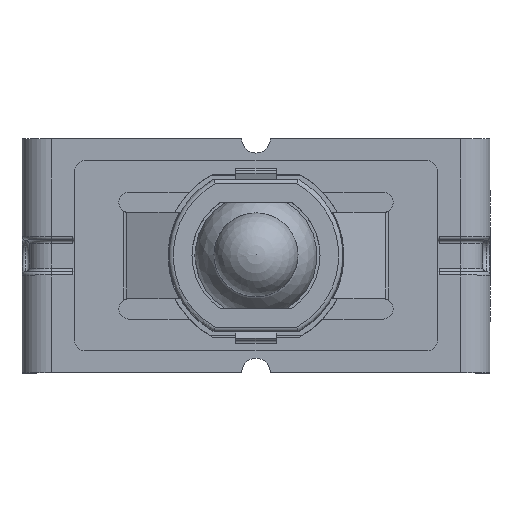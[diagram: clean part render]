
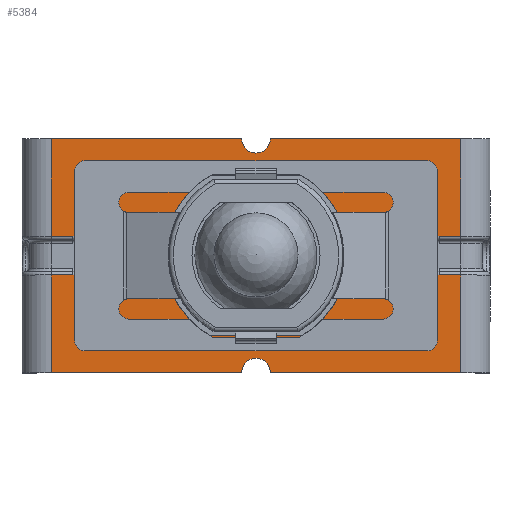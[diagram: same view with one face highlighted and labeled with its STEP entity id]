
A CAD part, top view. The second image highlights one B-rep face of the part: STEP entity #5384.
In plain terms, the highlighted planar face has unit normal (0, 0, 1).
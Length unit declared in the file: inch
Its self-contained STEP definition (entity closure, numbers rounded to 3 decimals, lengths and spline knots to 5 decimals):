
#81=FACE_BOUND('',#667,.T.);
#349=FACE_OUTER_BOUND('',#666,.T.);
#666=EDGE_LOOP('',(#3959,#3960,#3961,#3962,#3963,#3964,#3965,#3966,#3967,
#3968,#3969,#3970,#3971,#3972,#3973,#3974));
#667=EDGE_LOOP('',(#3975,#3976,#3977,#3978));
#976=CIRCLE('',#5766,0.12598);
#991=CIRCLE('',#5790,0.01969);
#992=CIRCLE('',#5791,0.02638);
#993=CIRCLE('',#5792,0.01969);
#994=CIRCLE('',#5793,0.02638);
#995=CIRCLE('',#5794,0.12598);
#1383=LINE('',#8729,#1850);
#1384=LINE('',#8731,#1851);
#1385=LINE('',#8733,#1852);
#1386=LINE('',#8737,#1853);
#1387=LINE('',#8739,#1854);
#1388=LINE('',#8741,#1855);
#1389=LINE('',#8745,#1856);
#1390=LINE('',#8747,#1857);
#1391=LINE('',#8749,#1858);
#1392=LINE('',#8753,#1859);
#1393=LINE('',#8755,#1860);
#1394=LINE('',#8756,#1861);
#1395=LINE('',#8758,#1862);
#1396=LINE('',#8761,#1863);
#1850=VECTOR('',#6713,0.3937);
#1851=VECTOR('',#6714,0.3937);
#1852=VECTOR('',#6715,0.3937);
#1853=VECTOR('',#6718,0.3937);
#1854=VECTOR('',#6719,0.3937);
#1855=VECTOR('',#6720,0.3937);
#1856=VECTOR('',#6723,0.3937);
#1857=VECTOR('',#6724,0.3937);
#1858=VECTOR('',#6725,0.3937);
#1859=VECTOR('',#6728,0.3937);
#1860=VECTOR('',#6729,0.3937);
#1861=VECTOR('',#6730,0.3937);
#1862=VECTOR('',#6731,0.3937);
#1863=VECTOR('',#6734,0.3937);
#2304=VERTEX_POINT('',#8598);
#2305=VERTEX_POINT('',#8600);
#2336=VERTEX_POINT('',#8725);
#2337=VERTEX_POINT('',#8726);
#2338=VERTEX_POINT('',#8728);
#2339=VERTEX_POINT('',#8730);
#2340=VERTEX_POINT('',#8732);
#2341=VERTEX_POINT('',#8734);
#2342=VERTEX_POINT('',#8736);
#2343=VERTEX_POINT('',#8738);
#2344=VERTEX_POINT('',#8740);
#2345=VERTEX_POINT('',#8742);
#2346=VERTEX_POINT('',#8744);
#2347=VERTEX_POINT('',#8746);
#2348=VERTEX_POINT('',#8748);
#2349=VERTEX_POINT('',#8750);
#2350=VERTEX_POINT('',#8752);
#2351=VERTEX_POINT('',#8754);
#2352=VERTEX_POINT('',#8757);
#2353=VERTEX_POINT('',#8759);
#2897=EDGE_CURVE('',#2304,#2305,#976,.T.);
#2936=EDGE_CURVE('',#2336,#2337,#991,.T.);
#2937=EDGE_CURVE('',#2338,#2337,#1383,.T.);
#2938=EDGE_CURVE('',#2338,#2339,#1384,.T.);
#2939=EDGE_CURVE('',#2340,#2339,#1385,.T.);
#2940=EDGE_CURVE('',#2341,#2340,#992,.T.);
#2941=EDGE_CURVE('',#2342,#2341,#1386,.T.);
#2942=EDGE_CURVE('',#2342,#2343,#1387,.T.);
#2943=EDGE_CURVE('',#2344,#2343,#1388,.T.);
#2944=EDGE_CURVE('',#2344,#2345,#993,.T.);
#2945=EDGE_CURVE('',#2346,#2345,#1389,.T.);
#2946=EDGE_CURVE('',#2346,#2347,#1390,.T.);
#2947=EDGE_CURVE('',#2348,#2347,#1391,.T.);
#2948=EDGE_CURVE('',#2349,#2348,#994,.T.);
#2949=EDGE_CURVE('',#2350,#2349,#1392,.T.);
#2950=EDGE_CURVE('',#2350,#2351,#1393,.T.);
#2951=EDGE_CURVE('',#2336,#2351,#1394,.T.);
#2952=EDGE_CURVE('',#2352,#2304,#1395,.T.);
#2953=EDGE_CURVE('',#2353,#2352,#995,.T.);
#2954=EDGE_CURVE('',#2305,#2353,#1396,.T.);
#3959=ORIENTED_EDGE('',*,*,#2936,.T.);
#3960=ORIENTED_EDGE('',*,*,#2937,.F.);
#3961=ORIENTED_EDGE('',*,*,#2938,.T.);
#3962=ORIENTED_EDGE('',*,*,#2939,.F.);
#3963=ORIENTED_EDGE('',*,*,#2940,.F.);
#3964=ORIENTED_EDGE('',*,*,#2941,.F.);
#3965=ORIENTED_EDGE('',*,*,#2942,.T.);
#3966=ORIENTED_EDGE('',*,*,#2943,.F.);
#3967=ORIENTED_EDGE('',*,*,#2944,.T.);
#3968=ORIENTED_EDGE('',*,*,#2945,.F.);
#3969=ORIENTED_EDGE('',*,*,#2946,.T.);
#3970=ORIENTED_EDGE('',*,*,#2947,.F.);
#3971=ORIENTED_EDGE('',*,*,#2948,.F.);
#3972=ORIENTED_EDGE('',*,*,#2949,.F.);
#3973=ORIENTED_EDGE('',*,*,#2950,.T.);
#3974=ORIENTED_EDGE('',*,*,#2951,.F.);
#3975=ORIENTED_EDGE('',*,*,#2897,.F.);
#3976=ORIENTED_EDGE('',*,*,#2952,.F.);
#3977=ORIENTED_EDGE('',*,*,#2953,.F.);
#3978=ORIENTED_EDGE('',*,*,#2954,.F.);
#5226=PLANE('',#5789);
#5384=ADVANCED_FACE('',(#349,#81),#5226,.T.);
#5766=AXIS2_PLACEMENT_3D('',#8601,#6645,#6646);
#5789=AXIS2_PLACEMENT_3D('',#8724,#6709,#6710);
#5790=AXIS2_PLACEMENT_3D('',#8727,#6711,#6712);
#5791=AXIS2_PLACEMENT_3D('',#8735,#6716,#6717);
#5792=AXIS2_PLACEMENT_3D('',#8743,#6721,#6722);
#5793=AXIS2_PLACEMENT_3D('',#8751,#6726,#6727);
#5794=AXIS2_PLACEMENT_3D('',#8760,#6732,#6733);
#6645=DIRECTION('center_axis',(0.,0.,1.));
#6646=DIRECTION('ref_axis',(-0.495,0.869,0.));
#6709=DIRECTION('center_axis',(0.,0.,1.));
#6710=DIRECTION('ref_axis',(-1.,0.,0.));
#6711=DIRECTION('center_axis',(0.,0.,-1.));
#6712=DIRECTION('ref_axis',(1.,0.,0.));
#6713=DIRECTION('',(1.,0.,0.));
#6714=DIRECTION('',(0.,-1.,0.));
#6715=DIRECTION('',(-1.,0.,0.));
#6716=DIRECTION('center_axis',(0.,0.,1.));
#6717=DIRECTION('ref_axis',(1.,0.,0.));
#6718=DIRECTION('',(1.,0.,0.));
#6719=DIRECTION('',(0.,-1.,0.));
#6720=DIRECTION('',(-1.,0.,0.));
#6721=DIRECTION('center_axis',(0.,0.,-1.));
#6722=DIRECTION('ref_axis',(1.,0.,0.));
#6723=DIRECTION('',(-1.,0.,0.));
#6724=DIRECTION('',(0.,1.,0.));
#6725=DIRECTION('',(1.,0.,0.));
#6726=DIRECTION('center_axis',(0.,0.,1.));
#6727=DIRECTION('ref_axis',(-1.,0.,0.));
#6728=DIRECTION('',(-1.,0.,0.));
#6729=DIRECTION('',(0.,1.,0.));
#6730=DIRECTION('',(1.,0.,0.));
#6731=DIRECTION('',(1.,0.,0.));
#6732=DIRECTION('center_axis',(0.,0.,1.));
#6733=DIRECTION('ref_axis',(0.495,-0.869,0.));
#6734=DIRECTION('',(-1.,0.,0.));
#8598=CARTESIAN_POINT('',(0.06239,-0.10945,0.42953));
#8600=CARTESIAN_POINT('',(0.06239,0.10945,0.42953));
#8601=CARTESIAN_POINT('Origin',(0.,0.,0.42953));
#8724=CARTESIAN_POINT('Origin',(0.,0.,
0.42953));
#8725=CARTESIAN_POINT('',(0.01969,0.16004,0.42953));
#8726=CARTESIAN_POINT('',(-0.01969,0.16004,0.42953));
#8727=CARTESIAN_POINT('Origin',(0.,0.16004,
0.42953));
#8728=CARTESIAN_POINT('',(-0.27992,0.16004,0.42953));
#8729=CARTESIAN_POINT('',(-0.32008,0.16004,0.42953));
#8730=CARTESIAN_POINT('',(-0.27992,0.02638,0.42953));
#8731=CARTESIAN_POINT('',(-0.27992,0.08002,0.42953));
#8732=CARTESIAN_POINT('',(-0.25039,0.02638,0.42953));
#8733=CARTESIAN_POINT('',(-0.16004,0.02638,0.42953));
#8734=CARTESIAN_POINT('',(-0.25039,-0.02638,0.42953));
#8735=CARTESIAN_POINT('Origin',(-0.25039,0.,
0.42953));
#8736=CARTESIAN_POINT('',(-0.27992,-0.02638,0.42953));
#8737=CARTESIAN_POINT('',(-0.16004,-0.02638,0.42953));
#8738=CARTESIAN_POINT('',(-0.27992,-0.16004,0.42953));
#8739=CARTESIAN_POINT('',(-0.27992,0.08002,0.42953));
#8740=CARTESIAN_POINT('',(-0.01969,-0.16004,0.42953));
#8741=CARTESIAN_POINT('',(0.32008,-0.16004,0.42953));
#8742=CARTESIAN_POINT('',(0.01969,-0.16004,0.42953));
#8743=CARTESIAN_POINT('Origin',(0.,-0.16004,
0.42953));
#8744=CARTESIAN_POINT('',(0.27992,-0.16004,0.42953));
#8745=CARTESIAN_POINT('',(0.32008,-0.16004,0.42953));
#8746=CARTESIAN_POINT('',(0.27992,-0.02638,0.42953));
#8747=CARTESIAN_POINT('',(0.27992,-0.08002,0.42953));
#8748=CARTESIAN_POINT('',(0.25039,-0.02638,0.42953));
#8749=CARTESIAN_POINT('',(0.16004,-0.02638,0.42953));
#8750=CARTESIAN_POINT('',(0.25039,0.02638,0.42953));
#8751=CARTESIAN_POINT('Origin',(0.25039,0.,
0.42953));
#8752=CARTESIAN_POINT('',(0.27992,0.02638,0.42953));
#8753=CARTESIAN_POINT('',(0.16004,0.02638,0.42953));
#8754=CARTESIAN_POINT('',(0.27992,0.16004,0.42953));
#8755=CARTESIAN_POINT('',(0.27992,-0.08002,0.42953));
#8756=CARTESIAN_POINT('',(-0.32008,0.16004,0.42953));
#8757=CARTESIAN_POINT('',(-0.06239,-0.10945,0.42953));
#8758=CARTESIAN_POINT('',(0.0312,-0.10945,0.42953));
#8759=CARTESIAN_POINT('',(-0.06239,0.10945,0.42953));
#8760=CARTESIAN_POINT('Origin',(0.,0.,0.42953));
#8761=CARTESIAN_POINT('',(-0.0312,0.10945,0.42953));
